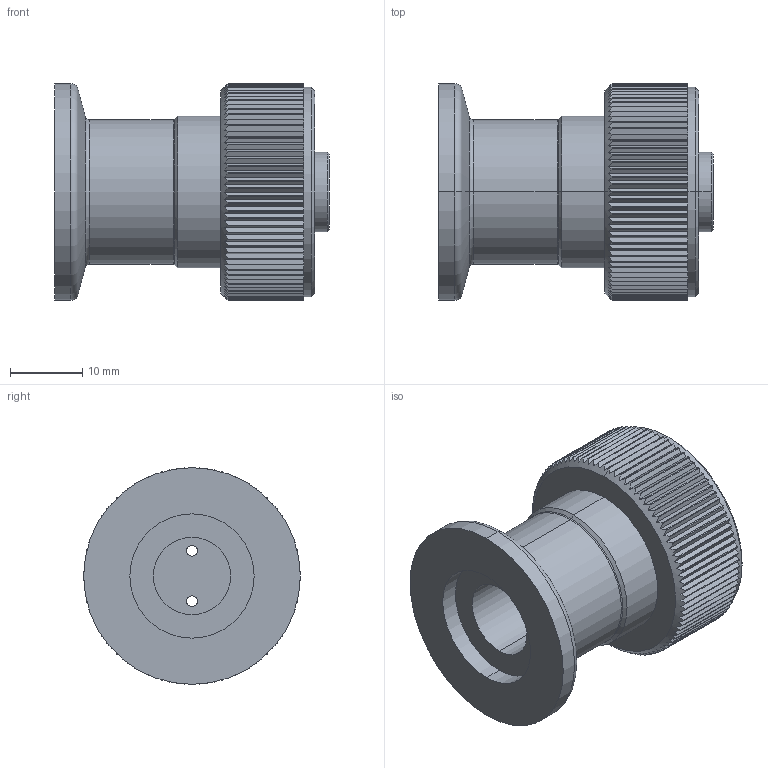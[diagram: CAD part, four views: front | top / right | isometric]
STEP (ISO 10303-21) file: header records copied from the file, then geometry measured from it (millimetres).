
FILE_DESCRIPTION (( 'STEP AP214' ), '1' );
FILE_NAME ('120XTD016-2.step', '2017-07-10T09:40:19', ( 'install' ), ( '' ), 'SwSTEP 2.0', 'SolidWorks 2015', '' );
FILE_SCHEMA (( 'AUTOMOTIVE_DESIGN' ));
Length unit declared in the file: millimetre
Products named in the file (1): 120XTD016-2
Bounding box: 38 x 30 x 30 mm (x, y, z)
Volume: 16483.1 mm3; surface area: 5839.9 mm2
Topology: 1 solids, 1 shells, 312 faces, 896 edges, 591 vertices
Faces by surface type: plane 187, cylinder 109, cone 10, torus 6
Entity records: 10449 total; most frequent: CARTESIAN_POINT 2340, ORIENTED_EDGE 1792, DIRECTION 1579, EDGE_CURVE 896, VERTEX_POINT 591, AXIS2_PLACEMENT_3D 550, LINE 479, VECTOR 479
